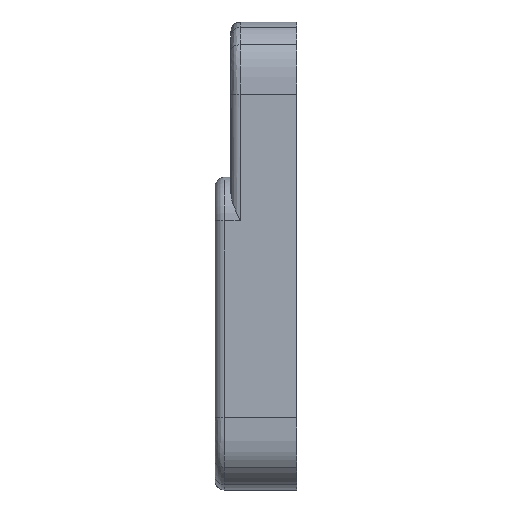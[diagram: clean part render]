
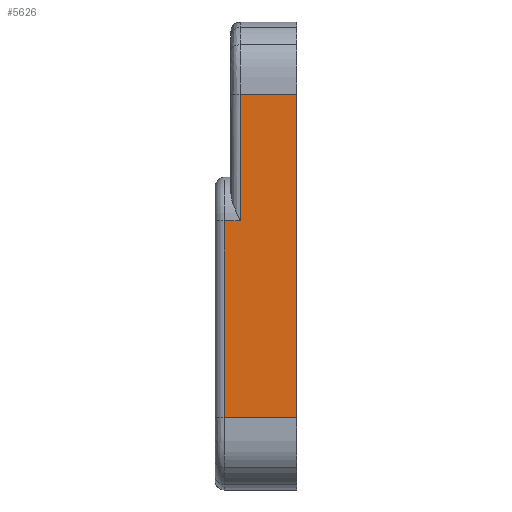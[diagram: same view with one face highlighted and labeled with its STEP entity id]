
A CAD part, left-side view. The second image highlights one B-rep face of the part: STEP entity #5626.
In plain terms, the highlighted planar face has unit normal (-1, 0, 0).
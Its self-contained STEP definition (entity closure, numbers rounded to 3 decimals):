
#429 = DIRECTION ( 'NONE',  ( 0., 0., -1. ) ) ;
#500 = CARTESIAN_POINT ( 'NONE',  ( -35.251, 2.4, 29.192 ) ) ;
#700 = CARTESIAN_POINT ( 'NONE',  ( -35.251, 2.4, -12.831 ) ) ;
#738 = DIRECTION ( 'NONE',  ( 0., 0., -1. ) ) ;
#850 = CARTESIAN_POINT ( 'NONE',  ( -35.251, -1., 56.215 ) ) ;
#1065 = EDGE_CURVE ( 'NONE', #5285, #4121, #2264, .T. ) ;
#1225 = EDGE_CURVE ( 'NONE', #5285, #1304, #2982, .T. ) ;
#1231 = CARTESIAN_POINT ( 'NONE',  ( -35.251, 5.2, 29.192 ) ) ;
#1304 = VERTEX_POINT ( 'NONE', #4122 ) ;
#1443 = ORIENTED_EDGE ( 'NONE', *, *, #4743, .T. ) ;
#1474 = ORIENTED_EDGE ( 'NONE', *, *, #1065, .F. ) ;
#1475 = CARTESIAN_POINT ( 'NONE',  ( -35.251, -1., 0. ) ) ;
#1874 = LINE ( 'NONE', #5175, #4517 ) ;
#2264 = LINE ( 'NONE', #3341, #3966 ) ;
#2399 = CARTESIAN_POINT ( 'NONE',  ( -35.251, -13.1, 56.215 ) ) ;
#2415 = EDGE_CURVE ( 'NONE', #4121, #5230, #3757, .T. ) ;
#2435 = DIRECTION ( 'NONE',  ( 0., 0., 1. ) ) ;
#2512 = ORIENTED_EDGE ( 'NONE', *, *, #5199, .T. ) ;
#2543 = DIRECTION ( 'NONE',  ( 0., 1., 0. ) ) ;
#2574 = LINE ( 'NONE', #1231, #3504 ) ;
#2635 = VERTEX_POINT ( 'NONE', #500 ) ;
#2676 = CARTESIAN_POINT ( 'NONE',  ( -35.251, 2.4, 0. ) ) ;
#2856 = ORIENTED_EDGE ( 'NONE', *, *, #5501, .T. ) ;
#2982 = LINE ( 'NONE', #1475, #3972 ) ;
#2998 = DIRECTION ( 'NONE',  ( -1., 0., 0. ) ) ;
#3294 = DIRECTION ( 'NONE',  ( 0., -1., 0. ) ) ;
#3341 = CARTESIAN_POINT ( 'NONE',  ( -35.251, 1., 56.215 ) ) ;
#3398 = DIRECTION ( 'NONE',  ( 0., 0., -1. ) ) ;
#3504 = VECTOR ( 'NONE', #2543, 1000. ) ;
#3757 = LINE ( 'NONE', #2399, #5861 ) ;
#3872 = CARTESIAN_POINT ( 'NONE',  ( -35.251, -13.1, 56.215 ) ) ;
#3919 = AXIS2_PLACEMENT_3D ( 'NONE', #4476, #2998, #2435 ) ;
#3966 = VECTOR ( 'NONE', #5631, 1000. ) ;
#3972 = VECTOR ( 'NONE', #3398, 1000. ) ;
#4032 = CARTESIAN_POINT ( 'NONE',  ( -35.251, -13.1, -12.831 ) ) ;
#4121 = VERTEX_POINT ( 'NONE', #3872 ) ;
#4122 = CARTESIAN_POINT ( 'NONE',  ( -35.251, -1., 29.192 ) ) ;
#4311 = VECTOR ( 'NONE', #738, 1000. ) ;
#4379 = FACE_OUTER_BOUND ( 'NONE', #5784, .T. ) ;
#4476 = CARTESIAN_POINT ( 'NONE',  ( -35.251, 1., 0. ) ) ;
#4490 = ORIENTED_EDGE ( 'NONE', *, *, #1225, .T. ) ;
#4517 = VECTOR ( 'NONE', #3294, 1000. ) ;
#4687 = ORIENTED_EDGE ( 'NONE', *, *, #2415, .F. ) ;
#4743 = EDGE_CURVE ( 'NONE', #2635, #6060, #5480, .T. ) ;
#4881 = PLANE ( 'NONE',  #3919 ) ;
#5175 = CARTESIAN_POINT ( 'NONE',  ( -35.251, 1., -12.831 ) ) ;
#5199 = EDGE_CURVE ( 'NONE', #1304, #2635, #2574, .T. ) ;
#5230 = VERTEX_POINT ( 'NONE', #4032 ) ;
#5285 = VERTEX_POINT ( 'NONE', #850 ) ;
#5480 = LINE ( 'NONE', #2676, #4311 ) ;
#5501 = EDGE_CURVE ( 'NONE', #6060, #5230, #1874, .T. ) ;
#5626 = ADVANCED_FACE ( 'NONE', ( #4379 ), #4881, .T. ) ;
#5631 = DIRECTION ( 'NONE',  ( 0., -1., 0. ) ) ;
#5784 = EDGE_LOOP ( 'NONE', ( #1474, #4490, #2512, #1443, #2856, #4687 ) ) ;
#5861 = VECTOR ( 'NONE', #429, 1000. ) ;
#6060 = VERTEX_POINT ( 'NONE', #700 ) ;
